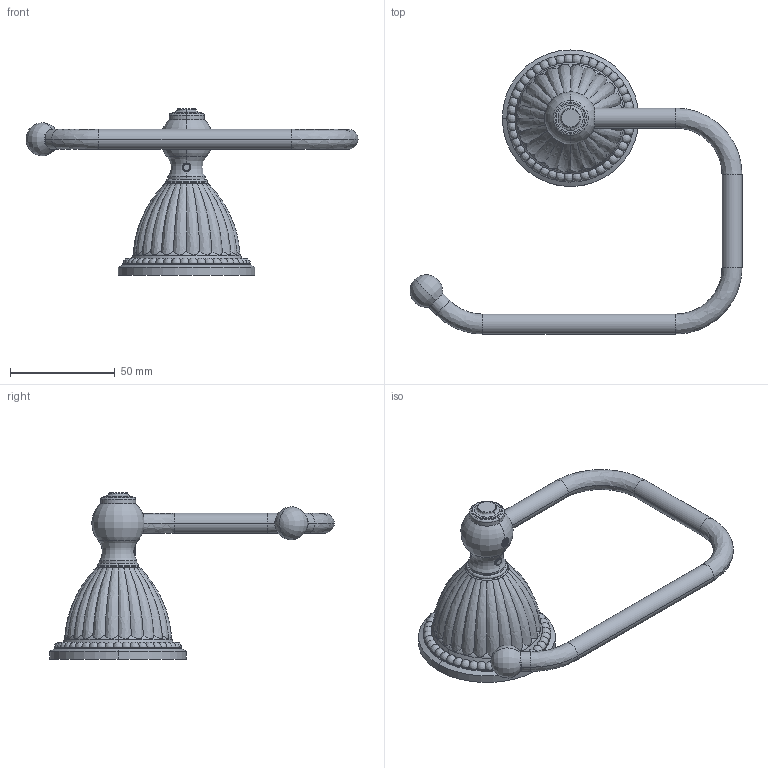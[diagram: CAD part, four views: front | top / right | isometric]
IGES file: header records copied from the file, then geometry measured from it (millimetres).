
Start section:  PTC IGES file: 22-27.igs
Global section: file name: 22-27.igs; native system: Pro/ENGINEER by Parametric Technology Corporation; preprocessor: 2009300; author: ramkumar; organization: Unknown; date: 20100820.101224; units: inch
Bounding box: 158.57 x 135.83 x 79.63 mm (x, y, z)
Surface area: 27326.7 mm2 (no closed solid volume)
Topology: 0 solids, 12 shells, 230 faces, 757 edges, 442 vertices
Faces by surface type: revolution 162, bspline 68
